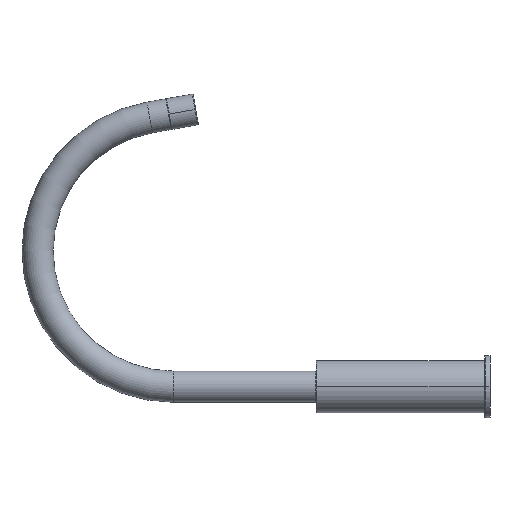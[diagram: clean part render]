
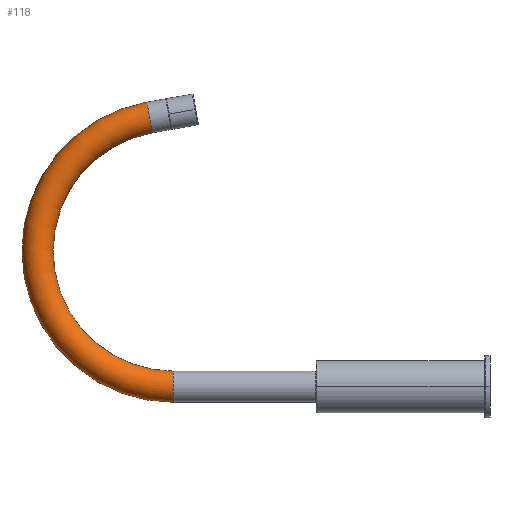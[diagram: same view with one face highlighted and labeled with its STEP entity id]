
A CAD part, left-side view. The second image highlights one B-rep face of the part: STEP entity #118.
In plain terms, the highlighted toroidal (fillet/blend) face has major radius 104.491 mm and minor radius 12 mm.
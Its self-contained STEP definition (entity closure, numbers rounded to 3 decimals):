
#118=ADVANCED_FACE('',(#216),#217,.T.);
#216=FACE_OUTER_BOUND('',#378,.T.);
#217=TOROIDAL_SURFACE('',#379,104.491,12.0);
#378=EDGE_LOOP('',(#1010,#1011,#1012,#1013));
#379=AXIS2_PLACEMENT_3D('',#1014,#1015,#1016);
#1010=ORIENTED_EDGE('',*,*,#1519,.T.);
#1011=ORIENTED_EDGE('',*,*,#1518,.F.);
#1012=ORIENTED_EDGE('',*,*,#1520,.F.);
#1013=ORIENTED_EDGE('',*,*,#1521,.T.);
#1014=CARTESIAN_POINT('',(0.,244.0,104.491));
#1015=DIRECTION('',(-1.0,-0.0,0.0));
#1016=DIRECTION('',(0.0,-0.174,-0.985));
#1518=EDGE_CURVE('',#1773,#1771,#1776,.T.);
#1519=EDGE_CURVE('',#1777,#1771,#1778,.T.);
#1520=EDGE_CURVE('',#1779,#1773,#1780,.T.);
#1521=EDGE_CURVE('',#1779,#1777,#1781,.T.);
#1771=VERTEX_POINT('',#2107);
#1773=VERTEX_POINT('',#2110);
#1776=CIRCLE('',#2114,12.0);
#1777=VERTEX_POINT('',#2115);
#1778=CIRCLE('',#2116,116.491);
#1779=VERTEX_POINT('',#2117);
#1780=CIRCLE('',#2118,92.491);
#1781=CIRCLE('',#2119,12.0);
#2107=CARTESIAN_POINT('',(0.,244.0,-12.0));
#2110=CARTESIAN_POINT('',(0.,244.0,12.0));
#2114=AXIS2_PLACEMENT_3D('',#3020,#3021,#3022);
#2115=CARTESIAN_POINT('',(0.,264.229,219.213));
#2116=AXIS2_PLACEMENT_3D('',#3023,#3024,#3025);
#2117=CARTESIAN_POINT('',(0.,260.061,195.578));
#2118=AXIS2_PLACEMENT_3D('',#3026,#3027,#3028);
#2119=AXIS2_PLACEMENT_3D('',#3029,#3030,#3031);
#3020=CARTESIAN_POINT('',(0.,244.0,0.));
#3021=DIRECTION('',(0.0,-1.0,0.0));
#3022=DIRECTION('',(0.0,0.0,1.0));
#3023=CARTESIAN_POINT('',(0.,244.0,104.491));
#3024=DIRECTION('',(-1.0,0.0,0.0));
#3025=DIRECTION('',(0.0,0.174,0.985));
#3026=CARTESIAN_POINT('',(0.,244.0,104.491));
#3027=DIRECTION('',(-1.0,0.0,0.0));
#3028=DIRECTION('',(0.0,0.174,0.985));
#3029=CARTESIAN_POINT('',(0.,262.145,207.395));
#3030=DIRECTION('',(0.0,0.985,-0.174));
#3031=DIRECTION('',(0.0,-0.174,-0.985));
